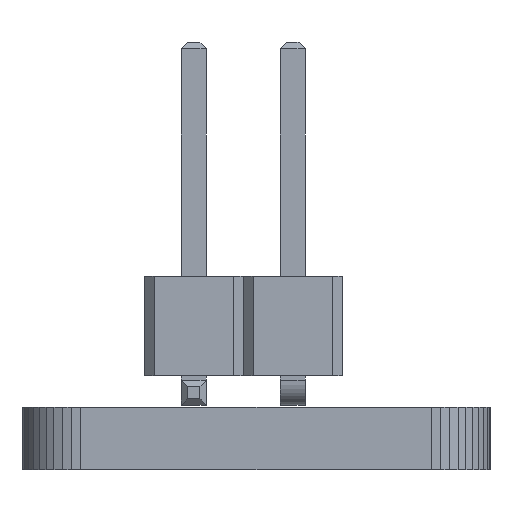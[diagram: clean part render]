
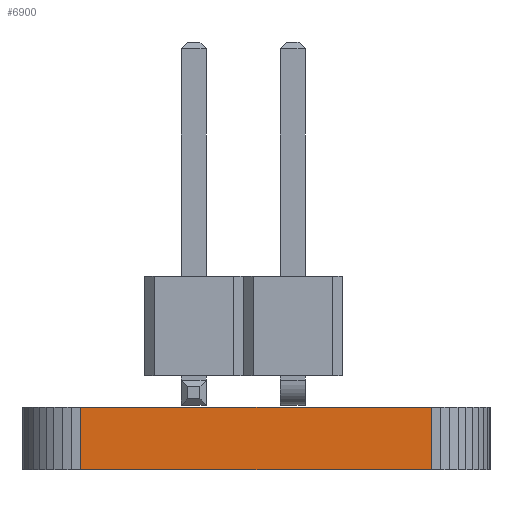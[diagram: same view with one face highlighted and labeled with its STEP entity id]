
A CAD part, left-side view. The second image highlights one B-rep face of the part: STEP entity #6900.
In plain terms, the highlighted planar face has unit normal (-1, 0, 0).
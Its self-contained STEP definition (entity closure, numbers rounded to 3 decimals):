
#3870 = PLANE('',#3871);
#3871 = AXIS2_PLACEMENT_3D('',#3872,#3873,#3874);
#3872 = CARTESIAN_POINT('',(151.216,-114.245,1.6));
#3873 = DIRECTION('',(-0.,-0.,-1.));
#3874 = DIRECTION('',(-1.,0.,0.));
#3924 = PLANE('',#3925);
#3925 = AXIS2_PLACEMENT_3D('',#3926,#3927,#3928);
#3926 = CARTESIAN_POINT('',(151.216,-114.245,0.));
#3927 = DIRECTION('',(-0.,-0.,-1.));
#3928 = DIRECTION('',(-1.,0.,0.));
#4873 = VERTEX_POINT('',#4874);
#4874 = CARTESIAN_POINT('',(123.716,-118.745,0.));
#4888 = PLANE('',#4889);
#4889 = AXIS2_PLACEMENT_3D('',#4890,#4891,#4892);
#4890 = CARTESIAN_POINT('',(123.734,-118.98,0.));
#4891 = DIRECTION('',(-0.997,-0.078,0.));
#4892 = DIRECTION('',(-0.078,0.997,0.));
#4900 = EDGE_CURVE('',#4873,#4901,#4903,.T.);
#4901 = VERTEX_POINT('',#4902);
#4902 = CARTESIAN_POINT('',(123.716,-109.745,0.));
#4903 = SURFACE_CURVE('',#4904,(#4908,#4915),.PCURVE_S1.);
#4904 = LINE('',#4905,#4906);
#4905 = CARTESIAN_POINT('',(123.716,-118.745,0.));
#4906 = VECTOR('',#4907,1.);
#4907 = DIRECTION('',(0.,1.,0.));
#4908 = PCURVE('',#3924,#4909);
#4909 = DEFINITIONAL_REPRESENTATION('',(#4910),#4914);
#4910 = LINE('',#4911,#4912);
#4911 = CARTESIAN_POINT('',(27.5,-4.5));
#4912 = VECTOR('',#4913,1.);
#4913 = DIRECTION('',(0.,1.));
#4914 = ( GEOMETRIC_REPRESENTATION_CONTEXT(2) 
PARAMETRIC_REPRESENTATION_CONTEXT() REPRESENTATION_CONTEXT('2D SPACE',''
  ) );
#4915 = PCURVE('',#4916,#4921);
#4916 = PLANE('',#4917);
#4917 = AXIS2_PLACEMENT_3D('',#4918,#4919,#4920);
#4918 = CARTESIAN_POINT('',(123.716,-118.745,0.));
#4919 = DIRECTION('',(-1.,0.,0.));
#4920 = DIRECTION('',(0.,1.,0.));
#4921 = DEFINITIONAL_REPRESENTATION('',(#4922),#4926);
#4922 = LINE('',#4923,#4924);
#4923 = CARTESIAN_POINT('',(0.,0.));
#4924 = VECTOR('',#4925,1.);
#4925 = DIRECTION('',(1.,0.));
#4926 = ( GEOMETRIC_REPRESENTATION_CONTEXT(2) 
PARAMETRIC_REPRESENTATION_CONTEXT() REPRESENTATION_CONTEXT('2D SPACE',''
  ) );
#4944 = PLANE('',#4945);
#4945 = AXIS2_PLACEMENT_3D('',#4946,#4947,#4948);
#4946 = CARTESIAN_POINT('',(123.716,-109.745,0.));
#4947 = DIRECTION('',(-0.997,0.078,0.));
#4948 = DIRECTION('',(0.078,0.997,0.));
#5950 = VERTEX_POINT('',#5951);
#5951 = CARTESIAN_POINT('',(123.716,-118.745,1.6));
#5972 = EDGE_CURVE('',#5950,#5973,#5975,.T.);
#5973 = VERTEX_POINT('',#5974);
#5974 = CARTESIAN_POINT('',(123.716,-109.745,1.6));
#5975 = SURFACE_CURVE('',#5976,(#5980,#5987),.PCURVE_S1.);
#5976 = LINE('',#5977,#5978);
#5977 = CARTESIAN_POINT('',(123.716,-118.745,1.6));
#5978 = VECTOR('',#5979,1.);
#5979 = DIRECTION('',(0.,1.,0.));
#5980 = PCURVE('',#3870,#5981);
#5981 = DEFINITIONAL_REPRESENTATION('',(#5982),#5986);
#5982 = LINE('',#5983,#5984);
#5983 = CARTESIAN_POINT('',(27.5,-4.5));
#5984 = VECTOR('',#5985,1.);
#5985 = DIRECTION('',(0.,1.));
#5986 = ( GEOMETRIC_REPRESENTATION_CONTEXT(2) 
PARAMETRIC_REPRESENTATION_CONTEXT() REPRESENTATION_CONTEXT('2D SPACE',''
  ) );
#5987 = PCURVE('',#4916,#5988);
#5988 = DEFINITIONAL_REPRESENTATION('',(#5989),#5993);
#5989 = LINE('',#5990,#5991);
#5990 = CARTESIAN_POINT('',(0.,-1.6));
#5991 = VECTOR('',#5992,1.);
#5992 = DIRECTION('',(1.,0.));
#5993 = ( GEOMETRIC_REPRESENTATION_CONTEXT(2) 
PARAMETRIC_REPRESENTATION_CONTEXT() REPRESENTATION_CONTEXT('2D SPACE',''
  ) );
#6850 = EDGE_CURVE('',#4901,#5973,#6851,.T.);
#6851 = SURFACE_CURVE('',#6852,(#6856,#6863),.PCURVE_S1.);
#6852 = LINE('',#6853,#6854);
#6853 = CARTESIAN_POINT('',(123.716,-109.745,0.));
#6854 = VECTOR('',#6855,1.);
#6855 = DIRECTION('',(0.,0.,1.));
#6856 = PCURVE('',#4944,#6857);
#6857 = DEFINITIONAL_REPRESENTATION('',(#6858),#6862);
#6858 = LINE('',#6859,#6860);
#6859 = CARTESIAN_POINT('',(0.,0.));
#6860 = VECTOR('',#6861,1.);
#6861 = DIRECTION('',(0.,-1.));
#6862 = ( GEOMETRIC_REPRESENTATION_CONTEXT(2) 
PARAMETRIC_REPRESENTATION_CONTEXT() REPRESENTATION_CONTEXT('2D SPACE',''
  ) );
#6863 = PCURVE('',#4916,#6864);
#6864 = DEFINITIONAL_REPRESENTATION('',(#6865),#6869);
#6865 = LINE('',#6866,#6867);
#6866 = CARTESIAN_POINT('',(9.,0.));
#6867 = VECTOR('',#6868,1.);
#6868 = DIRECTION('',(0.,-1.));
#6869 = ( GEOMETRIC_REPRESENTATION_CONTEXT(2) 
PARAMETRIC_REPRESENTATION_CONTEXT() REPRESENTATION_CONTEXT('2D SPACE',''
  ) );
#6900 = ADVANCED_FACE('',(#6901),#4916,.T.);
#6901 = FACE_BOUND('',#6902,.T.);
#6902 = EDGE_LOOP('',(#6903,#6924,#6925,#6926));
#6903 = ORIENTED_EDGE('',*,*,#6904,.T.);
#6904 = EDGE_CURVE('',#4873,#5950,#6905,.T.);
#6905 = SURFACE_CURVE('',#6906,(#6910,#6917),.PCURVE_S1.);
#6906 = LINE('',#6907,#6908);
#6907 = CARTESIAN_POINT('',(123.716,-118.745,0.));
#6908 = VECTOR('',#6909,1.);
#6909 = DIRECTION('',(0.,0.,1.));
#6910 = PCURVE('',#4916,#6911);
#6911 = DEFINITIONAL_REPRESENTATION('',(#6912),#6916);
#6912 = LINE('',#6913,#6914);
#6913 = CARTESIAN_POINT('',(0.,0.));
#6914 = VECTOR('',#6915,1.);
#6915 = DIRECTION('',(0.,-1.));
#6916 = ( GEOMETRIC_REPRESENTATION_CONTEXT(2) 
PARAMETRIC_REPRESENTATION_CONTEXT() REPRESENTATION_CONTEXT('2D SPACE',''
  ) );
#6917 = PCURVE('',#4888,#6918);
#6918 = DEFINITIONAL_REPRESENTATION('',(#6919),#6923);
#6919 = LINE('',#6920,#6921);
#6920 = CARTESIAN_POINT('',(0.235,0.));
#6921 = VECTOR('',#6922,1.);
#6922 = DIRECTION('',(0.,-1.));
#6923 = ( GEOMETRIC_REPRESENTATION_CONTEXT(2) 
PARAMETRIC_REPRESENTATION_CONTEXT() REPRESENTATION_CONTEXT('2D SPACE',''
  ) );
#6924 = ORIENTED_EDGE('',*,*,#5972,.T.);
#6925 = ORIENTED_EDGE('',*,*,#6850,.F.);
#6926 = ORIENTED_EDGE('',*,*,#4900,.F.);
